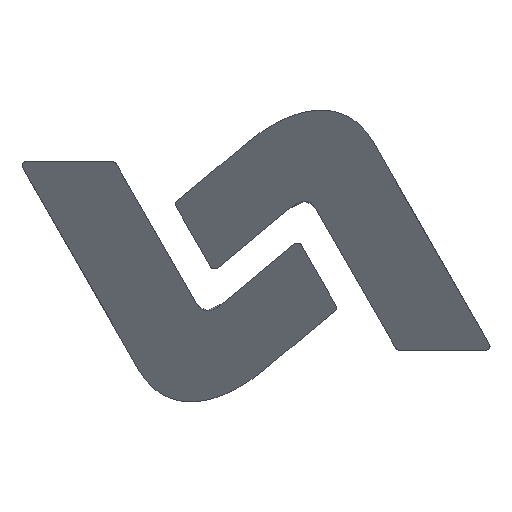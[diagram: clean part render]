
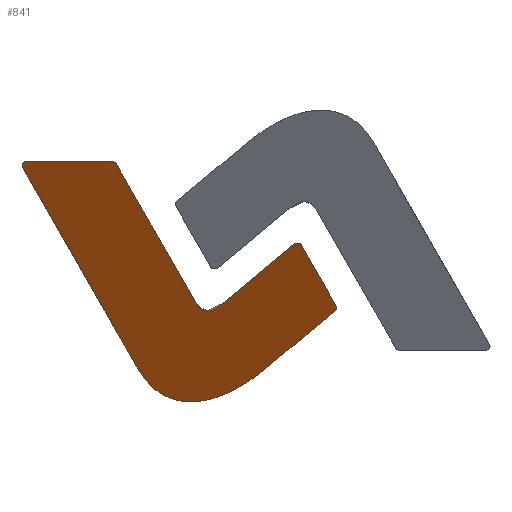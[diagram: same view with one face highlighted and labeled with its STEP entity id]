
A CAD part, left-side view. The second image highlights one B-rep face of the part: STEP entity #841.
In plain terms, the highlighted planar face has unit normal (-0.816, 0, -0.578).
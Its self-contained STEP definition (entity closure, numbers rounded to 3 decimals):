
#42=ELLIPSE('',#900,0.03,0.03);
#43=ELLIPSE('',#902,0.03,0.03);
#44=ELLIPSE('',#903,0.04,0.035);
#45=ELLIPSE('',#905,0.031,0.03);
#46=ELLIPSE('',#906,0.03,0.03);
#47=ELLIPSE('',#907,0.375,0.138);
#48=ELLIPSE('',#908,2.049,0.757);
#49=ELLIPSE('',#909,1.597,0.689);
#50=ELLIPSE('',#910,1.129,0.555);
#51=ELLIPSE('',#911,0.789,0.39);
#52=ELLIPSE('',#912,0.03,0.03);
#107=FACE_OUTER_BOUND('',#153,.T.);
#153=EDGE_LOOP('',(#692,#693,#694,#695,#696,#697,#698,#699,#700,#701,#702,
#703,#704,#705,#706,#707,#708,#709,#710,#711));
#187=B_SPLINE_CURVE_WITH_KNOTS('',3,(#1556,#1557,#1558,#1559),
 .UNSPECIFIED.,.F.,.F.,(4,4),(-0.001,0.),.UNSPECIFIED.);
#188=B_SPLINE_CURVE_WITH_KNOTS('',3,(#1567,#1568,#1569,#1570,#1571,#1572,
#1573,#1574),.UNSPECIFIED.,.F.,.F.,(4,2,2,4),(-0.01,-0.005,
-0.002,0.),.UNSPECIFIED.);
#189=B_SPLINE_CURVE_WITH_KNOTS('',3,(#1587,#1588,#1589,#1590,#1591,#1592),
 .UNSPECIFIED.,.F.,.F.,(4,2,4),(0.,0.002,0.003),
 .UNSPECIFIED.);
#235=LINE('',#1528,#305);
#238=LINE('',#1563,#308);
#239=LINE('',#1575,#309);
#240=LINE('',#1577,#310);
#241=LINE('',#1594,#311);
#242=LINE('',#1597,#312);
#305=VECTOR('',#1028,10.);
#308=VECTOR('',#1041,10.);
#309=VECTOR('',#1044,10.);
#310=VECTOR('',#1045,10.);
#311=VECTOR('',#1054,10.);
#312=VECTOR('',#1057,10.);
#382=VERTEX_POINT('',#1520);
#383=VERTEX_POINT('',#1522);
#384=VERTEX_POINT('',#1526);
#385=VERTEX_POINT('',#1539);
#386=VERTEX_POINT('',#1548);
#387=VERTEX_POINT('',#1552);
#388=VERTEX_POINT('',#1553);
#389=VERTEX_POINT('',#1555);
#390=VERTEX_POINT('',#1560);
#391=VERTEX_POINT('',#1562);
#392=VERTEX_POINT('',#1564);
#393=VERTEX_POINT('',#1566);
#394=VERTEX_POINT('',#1576);
#395=VERTEX_POINT('',#1578);
#396=VERTEX_POINT('',#1580);
#397=VERTEX_POINT('',#1582);
#398=VERTEX_POINT('',#1584);
#399=VERTEX_POINT('',#1586);
#400=VERTEX_POINT('',#1593);
#401=VERTEX_POINT('',#1595);
#488=EDGE_CURVE('',#382,#383,#42,.T.);
#491=EDGE_CURVE('',#384,#382,#235,.T.);
#493=EDGE_CURVE('',#385,#384,#43,.T.);
#495=EDGE_CURVE('',#386,#385,#44,.T.);
#496=EDGE_CURVE('',#387,#388,#45,.T.);
#497=EDGE_CURVE('',#389,#387,#187,.T.);
#498=EDGE_CURVE('',#390,#389,#46,.T.);
#499=EDGE_CURVE('',#391,#390,#238,.T.);
#500=EDGE_CURVE('',#392,#391,#47,.T.);
#501=EDGE_CURVE('',#393,#392,#188,.T.);
#502=EDGE_CURVE('',#383,#393,#239,.T.);
#503=EDGE_CURVE('',#394,#386,#240,.T.);
#504=EDGE_CURVE('',#395,#394,#48,.T.);
#505=EDGE_CURVE('',#396,#395,#49,.T.);
#506=EDGE_CURVE('',#397,#396,#50,.T.);
#507=EDGE_CURVE('',#398,#397,#51,.T.);
#508=EDGE_CURVE('',#399,#398,#189,.T.);
#509=EDGE_CURVE('',#400,#399,#241,.T.);
#510=EDGE_CURVE('',#401,#400,#52,.T.);
#511=EDGE_CURVE('',#388,#401,#242,.T.);
#692=ORIENTED_EDGE('',*,*,#496,.F.);
#693=ORIENTED_EDGE('',*,*,#497,.F.);
#694=ORIENTED_EDGE('',*,*,#498,.F.);
#695=ORIENTED_EDGE('',*,*,#499,.F.);
#696=ORIENTED_EDGE('',*,*,#500,.F.);
#697=ORIENTED_EDGE('',*,*,#501,.F.);
#698=ORIENTED_EDGE('',*,*,#502,.F.);
#699=ORIENTED_EDGE('',*,*,#488,.F.);
#700=ORIENTED_EDGE('',*,*,#491,.F.);
#701=ORIENTED_EDGE('',*,*,#493,.F.);
#702=ORIENTED_EDGE('',*,*,#495,.F.);
#703=ORIENTED_EDGE('',*,*,#503,.F.);
#704=ORIENTED_EDGE('',*,*,#504,.F.);
#705=ORIENTED_EDGE('',*,*,#505,.F.);
#706=ORIENTED_EDGE('',*,*,#506,.F.);
#707=ORIENTED_EDGE('',*,*,#507,.F.);
#708=ORIENTED_EDGE('',*,*,#508,.F.);
#709=ORIENTED_EDGE('',*,*,#509,.F.);
#710=ORIENTED_EDGE('',*,*,#510,.F.);
#711=ORIENTED_EDGE('',*,*,#511,.F.);
#806=PLANE('',#904);
#841=ADVANCED_FACE('',(#107),#806,.T.);
#900=AXIS2_PLACEMENT_3D('',#1523,#1022,#1023);
#902=AXIS2_PLACEMENT_3D('',#1541,#1030,#1031);
#903=AXIS2_PLACEMENT_3D('',#1550,#1033,#1034);
#904=AXIS2_PLACEMENT_3D('',#1551,#1035,#1036);
#905=AXIS2_PLACEMENT_3D('',#1554,#1037,#1038);
#906=AXIS2_PLACEMENT_3D('',#1561,#1039,#1040);
#907=AXIS2_PLACEMENT_3D('',#1565,#1042,#1043);
#908=AXIS2_PLACEMENT_3D('',#1579,#1046,#1047);
#909=AXIS2_PLACEMENT_3D('',#1581,#1048,#1049);
#910=AXIS2_PLACEMENT_3D('',#1583,#1050,#1051);
#911=AXIS2_PLACEMENT_3D('',#1585,#1052,#1053);
#912=AXIS2_PLACEMENT_3D('',#1596,#1055,#1056);
#1022=DIRECTION('center_axis',(0.816,0.,0.578));
#1023=DIRECTION('ref_axis',(-0.311,0.843,0.44));
#1028=DIRECTION('',(0.,-1.,0.));
#1030=DIRECTION('center_axis',(0.816,0.,0.578));
#1031=DIRECTION('ref_axis',(0.395,0.73,-0.558));
#1033=DIRECTION('center_axis',(0.816,0.,0.578));
#1034=DIRECTION('ref_axis',(0.197,0.94,-0.279));
#1035=DIRECTION('center_axis',(-0.816,0.,-0.578));
#1036=DIRECTION('ref_axis',(-0.578,0.,0.816));
#1037=DIRECTION('center_axis',(0.816,0.,0.578));
#1038=DIRECTION('ref_axis',(-0.379,0.754,0.536));
#1039=DIRECTION('center_axis',(0.816,0.,0.578));
#1040=DIRECTION('ref_axis',(0.226,0.921,-0.319));
#1041=DIRECTION('',(-0.412,-0.701,0.582));
#1042=DIRECTION('center_axis',(-0.816,0.,-0.578));
#1043=DIRECTION('ref_axis',(-0.542,-0.344,0.767));
#1044=DIRECTION('',(0.523,-0.424,-0.739));
#1045=DIRECTION('',(-0.523,0.424,0.739));
#1046=DIRECTION('center_axis',(0.816,0.,0.578));
#1047=DIRECTION('ref_axis',(0.556,0.269,-0.786));
#1048=DIRECTION('center_axis',(0.816,0.,0.578));
#1049=DIRECTION('ref_axis',(0.548,0.317,-0.774));
#1050=DIRECTION('center_axis',(0.816,0.,0.578));
#1051=DIRECTION('ref_axis',(0.527,0.41,-0.744));
#1052=DIRECTION('center_axis',(0.816,0.,0.578));
#1053=DIRECTION('ref_axis',(0.478,0.561,-0.676));
#1054=DIRECTION('',(0.412,0.701,-0.582));
#1055=DIRECTION('center_axis',(0.816,0.,0.578));
#1056=DIRECTION('ref_axis',(0.574,0.119,-0.811));
#1057=DIRECTION('',(0.523,-0.424,-0.739));
#1520=CARTESIAN_POINT('',(-0.843,1.821,1.192));
#1522=CARTESIAN_POINT('',(-0.833,1.793,1.178));
#1523=CARTESIAN_POINT('Origin',(-0.826,1.821,1.167));
#1526=CARTESIAN_POINT('',(-0.843,2.358,1.192));
#1528=CARTESIAN_POINT('',(-0.843,3.249,1.192));
#1539=CARTESIAN_POINT('',(-0.826,2.389,1.167));
#1541=CARTESIAN_POINT('Origin',(-0.826,2.359,1.168));
#1548=CARTESIAN_POINT('',(-0.818,2.386,1.156));
#1550=CARTESIAN_POINT('Origin',(-0.828,2.349,1.17));
#1551=CARTESIAN_POINT('Origin',(0.755,4.139,-1.066));
#1552=CARTESIAN_POINT('',(-0.479,0.646,0.677));
#1553=CARTESIAN_POINT('',(-0.469,0.623,0.663));
#1554=CARTESIAN_POINT('Origin',(-0.462,0.65,0.653));
#1555=CARTESIAN_POINT('',(-0.479,0.651,0.677));
#1556=CARTESIAN_POINT('Ctrl Pts',(-0.479,0.651,
0.677));
#1557=CARTESIAN_POINT('Ctrl Pts',(-0.479,0.649,
0.677));
#1558=CARTESIAN_POINT('Ctrl Pts',(-0.479,0.647,
0.677));
#1559=CARTESIAN_POINT('Ctrl Pts',(-0.479,0.646,
0.677));
#1560=CARTESIAN_POINT('',(-0.474,0.673,0.67));
#1561=CARTESIAN_POINT('Origin',(-0.462,0.651,0.653));
#1562=CARTESIAN_POINT('',(-0.208,1.125,0.294));
#1563=CARTESIAN_POINT('',(0.044,1.554,-0.063));
#1564=CARTESIAN_POINT('',(-0.178,1.217,0.251));
#1565=CARTESIAN_POINT('Origin',(-0.383,1.106,0.542));
#1566=CARTESIAN_POINT('',(-0.203,1.283,0.288));
#1567=CARTESIAN_POINT('Ctrl Pts',(-0.203,1.283,0.288));
#1568=CARTESIAN_POINT('Ctrl Pts',(-0.202,1.281,0.285));
#1569=CARTESIAN_POINT('Ctrl Pts',(-0.194,1.272,0.274));
#1570=CARTESIAN_POINT('Ctrl Pts',(-0.184,1.252,0.26));
#1571=CARTESIAN_POINT('Ctrl Pts',(-0.182,1.245,0.257));
#1572=CARTESIAN_POINT('Ctrl Pts',(-0.179,1.231,0.252));
#1573=CARTESIAN_POINT('Ctrl Pts',(-0.178,1.224,0.251));
#1574=CARTESIAN_POINT('Ctrl Pts',(-0.178,1.217,0.251));
#1575=CARTESIAN_POINT('',(-1.046,1.966,1.478));
#1576=CARTESIAN_POINT('',(0.084,1.654,-0.119));
#1577=CARTESIAN_POINT('',(-0.646,2.246,0.913));
#1578=CARTESIAN_POINT('',(0.197,1.503,-0.279));
#1579=CARTESIAN_POINT('Origin',(-0.917,0.86,1.296));
#1580=CARTESIAN_POINT('',(0.231,1.323,-0.326));
#1581=CARTESIAN_POINT('Origin',(-0.653,0.916,0.924));
#1582=CARTESIAN_POINT('',(0.208,1.15,-0.294));
#1583=CARTESIAN_POINT('Origin',(-0.378,0.981,0.535));
#1584=CARTESIAN_POINT('',(0.159,1.003,-0.225));
#1585=CARTESIAN_POINT('Origin',(-0.168,0.996,0.238));
#1586=CARTESIAN_POINT('',(0.089,0.862,-0.126));
#1587=CARTESIAN_POINT('Ctrl Pts',(0.089,0.862,
-0.126));
#1588=CARTESIAN_POINT('Ctrl Pts',(0.091,0.866,
-0.129));
#1589=CARTESIAN_POINT('Ctrl Pts',(0.103,0.885,-0.145));
#1590=CARTESIAN_POINT('Ctrl Pts',(0.133,0.943,-0.188));
#1591=CARTESIAN_POINT('Ctrl Pts',(0.147,0.973,-0.207));
#1592=CARTESIAN_POINT('Ctrl Pts',(0.159,1.003,-0.225));
#1593=CARTESIAN_POINT('',(-0.178,0.409,0.251));
#1594=CARTESIAN_POINT('',(0.168,0.996,-0.237));
#1595=CARTESIAN_POINT('',(-0.198,0.403,0.279));
#1596=CARTESIAN_POINT('Origin',(-0.19,0.43,0.269));
#1597=CARTESIAN_POINT('',(-1.011,1.062,1.429));
